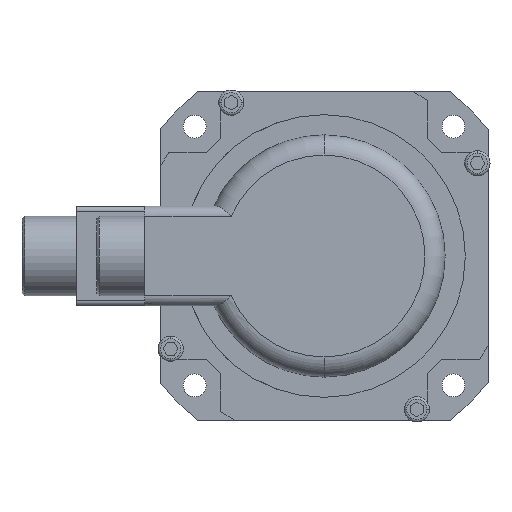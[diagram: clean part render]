
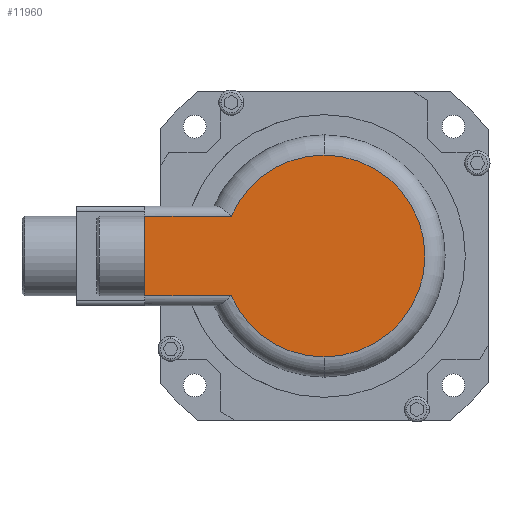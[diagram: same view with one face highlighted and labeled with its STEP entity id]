
A CAD part, left-side view. The second image highlights one B-rep face of the part: STEP entity #11960.
In plain terms, the highlighted planar face has unit normal (-1, 0, 0).
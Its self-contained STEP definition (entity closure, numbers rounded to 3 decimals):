
#89 = VERTEX_POINT ( 'NONE', #1480 ) ;
#248 = DIRECTION ( 'NONE',  ( 0., 0., -1. ) ) ;
#314 = ORIENTED_EDGE ( 'NONE', *, *, #7107, .F. ) ;
#357 = CIRCLE ( 'NONE', #5628, 40. ) ;
#582 = VERTEX_POINT ( 'NONE', #10609 ) ;
#586 = CARTESIAN_POINT ( 'NONE',  ( -92.75, 36.769, -15.75 ) ) ;
#722 = CIRCLE ( 'NONE', #6452, 40. ) ;
#801 = EDGE_LOOP ( 'NONE', ( #314, #3064, #11973, #5099, #7440, #3555 ) ) ;
#1455 = CARTESIAN_POINT ( 'NONE',  ( -92.75, 71., 15.75 ) ) ;
#1480 = CARTESIAN_POINT ( 'NONE',  ( -92.75, 71., -15.75 ) ) ;
#1556 = VERTEX_POINT ( 'NONE', #1455 ) ;
#1670 = DIRECTION ( 'NONE',  ( -1., 0., 0. ) ) ;
#1889 = CARTESIAN_POINT ( 'NONE',  ( -92.75, 71., 0. ) ) ;
#2052 = VERTEX_POINT ( 'NONE', #586 ) ;
#2085 = CARTESIAN_POINT ( 'NONE',  ( -92.75, 0., -40. ) ) ;
#2562 = DIRECTION ( 'NONE',  ( 1., 0., 0. ) ) ;
#2771 = CIRCLE ( 'NONE', #12270, 40. ) ;
#3064 = ORIENTED_EDGE ( 'NONE', *, *, #7179, .T. ) ;
#3498 = EDGE_CURVE ( 'NONE', #582, #11622, #722, .T. ) ;
#3555 = ORIENTED_EDGE ( 'NONE', *, *, #8821, .T. ) ;
#3647 = CARTESIAN_POINT ( 'NONE',  ( -92.75, 0., 0. ) ) ;
#4057 = DIRECTION ( 'NONE',  ( 0., -1., 0. ) ) ;
#4420 = EDGE_CURVE ( 'NONE', #12259, #582, #357, .T. ) ;
#4528 = VECTOR ( 'NONE', #11655, 1000. ) ;
#4647 = DIRECTION ( 'NONE',  ( 0., 0., -1. ) ) ;
#4769 = CARTESIAN_POINT ( 'NONE',  ( -92.75, 0., 15.75 ) ) ;
#5099 = ORIENTED_EDGE ( 'NONE', *, *, #4420, .T. ) ;
#5628 = AXIS2_PLACEMENT_3D ( 'NONE', #3647, #10551, #4647 ) ;
#6291 = DIRECTION ( 'NONE',  ( -1., 0., 0. ) ) ;
#6452 = AXIS2_PLACEMENT_3D ( 'NONE', #7653, #1670, #8635 ) ;
#6667 = EDGE_CURVE ( 'NONE', #2052, #12259, #2771, .T. ) ;
#7107 = EDGE_CURVE ( 'NONE', #89, #1556, #9447, .T. ) ;
#7179 = EDGE_CURVE ( 'NONE', #89, #2052, #7903, .T. ) ;
#7440 = ORIENTED_EDGE ( 'NONE', *, *, #3498, .T. ) ;
#7549 = CARTESIAN_POINT ( 'NONE',  ( -92.75, 0., 0. ) ) ;
#7581 = VECTOR ( 'NONE', #4057, 1000. ) ;
#7653 = CARTESIAN_POINT ( 'NONE',  ( -92.75, 0., 0. ) ) ;
#7874 = DIRECTION ( 'NONE',  ( 0., 0., 1. ) ) ;
#7903 = LINE ( 'NONE', #10951, #7581 ) ;
#8036 = CARTESIAN_POINT ( 'NONE',  ( -92.75, 36.769, 15.75 ) ) ;
#8527 = AXIS2_PLACEMENT_3D ( 'NONE', #7549, #2562, #9539 ) ;
#8635 = DIRECTION ( 'NONE',  ( 0., 0., -1. ) ) ;
#8821 = EDGE_CURVE ( 'NONE', #11622, #1556, #9790, .T. ) ;
#9135 = VECTOR ( 'NONE', #7874, 1000. ) ;
#9447 = LINE ( 'NONE', #1889, #9135 ) ;
#9539 = DIRECTION ( 'NONE',  ( 0., 0., -1. ) ) ;
#9790 = LINE ( 'NONE', #4769, #4528 ) ;
#10551 = DIRECTION ( 'NONE',  ( -1., 0., 0. ) ) ;
#10609 = CARTESIAN_POINT ( 'NONE',  ( -92.75, 0., 40. ) ) ;
#10951 = CARTESIAN_POINT ( 'NONE',  ( -92.75, 0., -15.75 ) ) ;
#11111 = FACE_OUTER_BOUND ( 'NONE', #801, .T. ) ;
#11622 = VERTEX_POINT ( 'NONE', #8036 ) ;
#11655 = DIRECTION ( 'NONE',  ( 0., 1., 0. ) ) ;
#11960 = ADVANCED_FACE ( 'NONE', ( #11111 ), #12409, .F. ) ;
#11973 = ORIENTED_EDGE ( 'NONE', *, *, #6667, .T. ) ;
#12143 = CARTESIAN_POINT ( 'NONE',  ( -92.75, 0., 0. ) ) ;
#12259 = VERTEX_POINT ( 'NONE', #2085 ) ;
#12270 = AXIS2_PLACEMENT_3D ( 'NONE', #12143, #6291, #248 ) ;
#12409 = PLANE ( 'NONE',  #8527 ) ;
